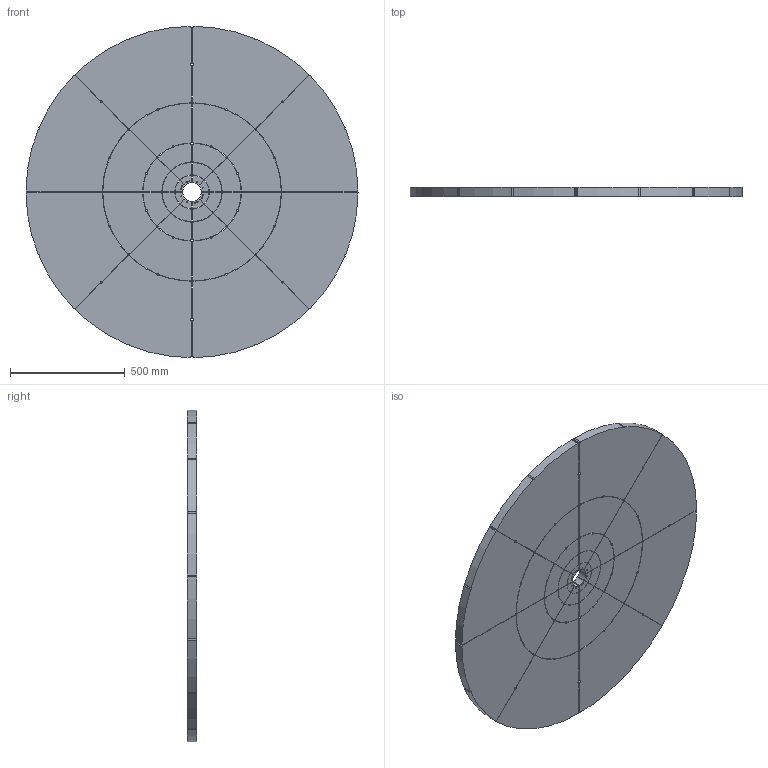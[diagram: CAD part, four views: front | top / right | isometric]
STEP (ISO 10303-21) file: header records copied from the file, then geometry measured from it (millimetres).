
FILE_DESCRIPTION(/* description */ (''),/* implementation_level */ '2;1');
FILE_NAME(/* name */ 'FV0-geometry.stp',/* time_stamp */ '2024-11-05T10:03:58+01:00',/* author */ ('mczarnyn'),/* organization */ (''),/* preprocessor_version */ 'ST-DEVELOPER v20',/* originating_system */ 'Autodesk Inventor 2024',/* authorisation */ '');
FILE_SCHEMA (('AUTOMOTIVE_DESIGN { 1 0 10303 214 3 1 1 }'));
Length unit declared in the file: millimetre
Products named in the file (15): FV0-geometry; FV0+FT0-A; FV0; FV0-Left; FV0-Right; Scintillator_1_a; Scintillator_2_a; Scintillator_3_a; Scintillator_4_a; Scintillator_5_a; Scintillator_1_b; Scintillator_2_b; Scintillator_3_b; Scintillator_4_b; Scintillator_5_b
Assembly tree (44 placements, depth 5):
  FV0-geometry
    FV0+FT0-A
      FV0
        FV0-Left
          Scintillator_1_a  x2
          Scintillator_2_a  x2
          Scintillator_3_a  x2
          Scintillator_4_a  x2
          Scintillator_5_a  x2
          Scintillator_1_b  x2
          Scintillator_2_b  x2
          Scintillator_3_b  x2
          Scintillator_4_b  x2
          Scintillator_5_b  x2
        FV0-Right
          Scintillator_1_a  x2
          Scintillator_2_a  x2
          Scintillator_3_a  x2
          Scintillator_4_a  x2
          Scintillator_5_a  x2
          Scintillator_1_b  x2
          Scintillator_2_b  x2
          Scintillator_3_b  x2
          Scintillator_4_b  x2
          Scintillator_5_b  x2
Bounding box: 1444.08 x 40 x 1440.84 mm (x, y, z)
Volume: 64346583.5 mm3; surface area: 4239673.4 mm2
Topology: 40 solids, 40 shells, 2164 faces, 5868 edges, 3912 vertices
Faces by surface type: plane 1228, bspline 616, cylinder 320
Entity records: 20391 total; most frequent: CARTESIAN_POINT 6769, ORIENTED_EDGE 2934, DIRECTION 2213, EDGE_CURVE 1467, LINE 999, VECTOR 999, VERTEX_POINT 978, AXIS2_PLACEMENT_3D 607
